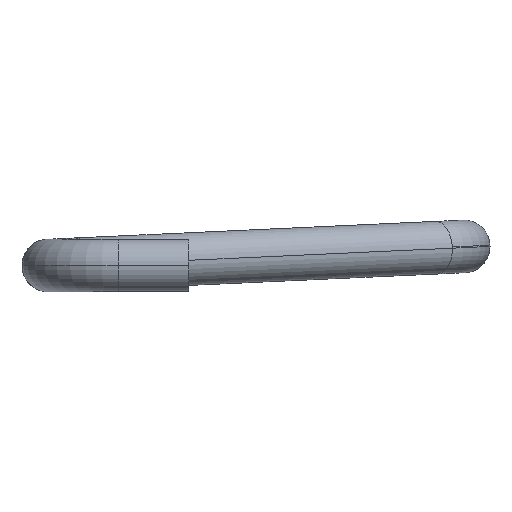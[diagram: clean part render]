
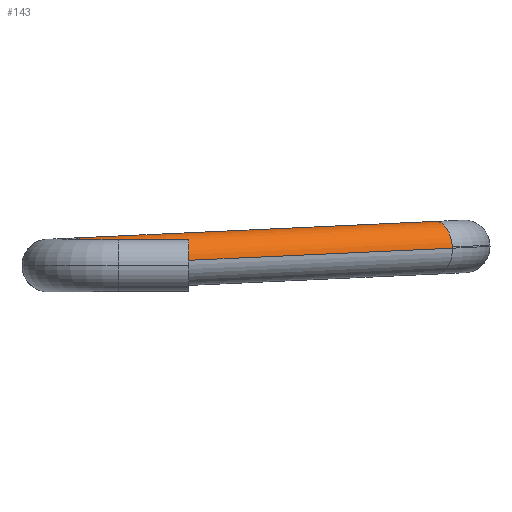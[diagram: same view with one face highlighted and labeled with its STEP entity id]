
A CAD part, left-side view. The second image highlights one B-rep face of the part: STEP entity #143.
In plain terms, the highlighted cylindrical face has radius 4.763 mm (diameter 9.525 mm), a partial arc.
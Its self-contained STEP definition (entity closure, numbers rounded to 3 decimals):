
#1=CARTESIAN_POINT('POINT1',(355.002,324.885
   ,444.862));
#2=VERTEX_POINT('VERTEX1',#1);
#12=CARTESIAN_POINT('POINT3',(362.55,330.69
   ,444.814));
#13=VERTEX_POINT('VERTEX3',#12);
#14=CARTESIAN_POINT('POS2',(358.778,327.784,
   444.728));
#15=DIRECTION('DIR3',(0.609,-0.792,
   0.036));
#16=DIRECTION('DIR4',(0.792,0.61,
   0.018));
#17=AXIS2_PLACEMENT_3D('AXIS2',#14,#15,#16);
#18=CIRCLE('ELLIPSE2',#17,4.763);
#19=EDGE_CURVE('EDGE2',#13,#2,#18,.T.);
#50=CARTESIAN_POINT('POINT6',(355.006,
   324.878,444.643));
#51=VERTEX_POINT('VERTEX6',#50);
#59=EDGE_CURVE('EDGE7',#2,#51,#18,.T.);
#107=CARTESIAN_POINT('POINT9',(405.165,
   259.682,447.646));
#108=VERTEX_POINT('VERTEX9',#107);
#109=CARTESIAN_POINT('POS11',(355.006,
   324.878,444.643));
#110=DIRECTION('DIR21',(0.609,-0.792,
   0.036));
#111=VECTOR('VEC1',#110,25.4);
#112=LINE('STRAIGHT1',#109,#111);
#113=EDGE_CURVE('EDGE13',#51,#108,#112,.T.);
#114=ORIENTED_EDGE('COEDGE17',*,*,#113,.T.);
#115=CARTESIAN_POINT('POINT10',(405.161,
   259.689,447.865));
#116=VERTEX_POINT('VERTEX10',#115);
#117=CARTESIAN_POINT('POS12',(408.937,
   262.588,447.731));
#118=DIRECTION('DIR22',(0.609,-0.792,
   0.036));
#119=DIRECTION('DIR23',(0.792,0.61,
   0.018));
#120=AXIS2_PLACEMENT_3D('AXIS11',#117,#118,#119);
#121=CIRCLE('ELLIPSE9',#120,4.762);
#122=EDGE_CURVE('EDGE14',#116,#108,#121,.T.);
#123=ORIENTED_EDGE('COEDGE18',*,*,#122,.F.);
#124=CARTESIAN_POINT('POINT11',(412.709,
   265.494,447.817));
#125=VERTEX_POINT('VERTEX11',#124);
#126=EDGE_CURVE('EDGE15',#125,#116,#121,.T.);
#127=ORIENTED_EDGE('COEDGE19',*,*,#126,.F.);
#128=CARTESIAN_POINT('POS13',(362.55,330.69
   ,444.814));
#129=DIRECTION('DIR24',(0.609,-0.792,
   0.036));
#130=VECTOR('VEC2',#129,25.4);
#131=LINE('STRAIGHT2',#128,#130);
#132=EDGE_CURVE('EDGE16',#13,#125,#131,.T.);
#133=ORIENTED_EDGE('COEDGE20',*,*,#132,.F.);
#134=ORIENTED_EDGE('COEDGE21',*,*,#19,.T.);
#135=ORIENTED_EDGE('COEDGE22',*,*,#59,.T.);
#136=EDGE_LOOP('NONE',(#114,#123,#127,#133,#134,#135));
#137=FACE_BOUND('LOOP1',#136,.T.);
#138=CARTESIAN_POINT('POS14',(358.778,
   327.784,444.728));
#139=DIRECTION('DIR25',(0.609,-0.792,
   0.036));
#140=DIRECTION('DIR26',(0.792,0.61,
   0.018));
#141=AXIS2_PLACEMENT_3D('AXIS12',#138,#139,#140);
#142=CYLINDRICAL_SURFACE('CONE_SURF1',#141,4.763);
#143=ADVANCED_FACE('FACE5',(#137),#142,.T.);
